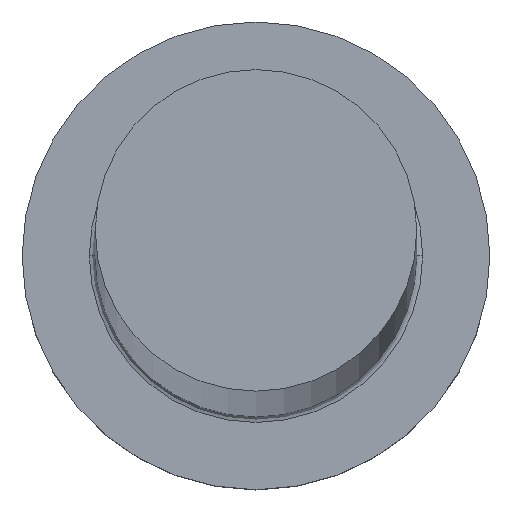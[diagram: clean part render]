
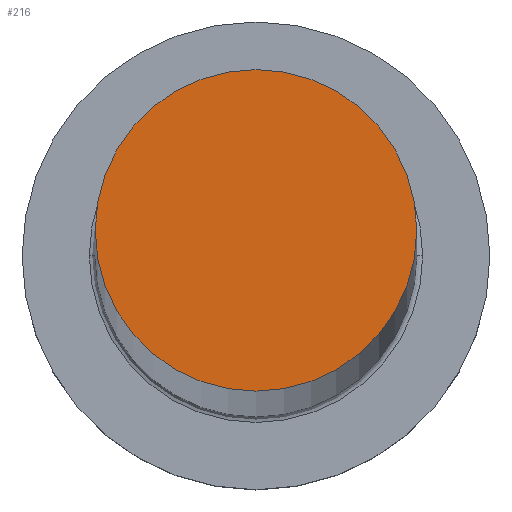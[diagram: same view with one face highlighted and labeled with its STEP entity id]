
A CAD part, top view. The second image highlights one B-rep face of the part: STEP entity #216.
In plain terms, the highlighted planar face has unit normal (0, 0, 1).
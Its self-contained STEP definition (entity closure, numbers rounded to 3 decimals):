
#1 = DIRECTION ( 'NONE',  ( 0., 0., 1. ) ) ;
#5 = FACE_OUTER_BOUND ( 'NONE', #284, .T. ) ;
#8 = EDGE_CURVE ( 'NONE', #41, #73, #54, .T. ) ;
#9 = CARTESIAN_POINT ( 'NONE',  ( 5.5, 0., 505. ) ) ;
#12 = ORIENTED_EDGE ( 'NONE', *, *, #8, .T. ) ;
#25 = CIRCLE ( 'NONE', #188, 5.5 ) ;
#41 = VERTEX_POINT ( 'NONE', #9 ) ;
#54 = CIRCLE ( 'NONE', #66, 5.5 ) ;
#66 = AXIS2_PLACEMENT_3D ( 'NONE', #71, #1, #183 ) ;
#71 = CARTESIAN_POINT ( 'NONE',  ( 0., 0., 505. ) ) ;
#73 = VERTEX_POINT ( 'NONE', #77 ) ;
#77 = CARTESIAN_POINT ( 'NONE',  ( -5.5, 0., 505. ) ) ;
#125 = PLANE ( 'NONE',  #163 ) ;
#126 = CARTESIAN_POINT ( 'NONE',  ( 0., 0., 505. ) ) ;
#145 = DIRECTION ( 'NONE',  ( 0., 0., 1. ) ) ;
#163 = AXIS2_PLACEMENT_3D ( 'NONE', #263, #211, #187 ) ;
#164 = DIRECTION ( 'NONE',  ( 1., 0., 0. ) ) ;
#183 = DIRECTION ( 'NONE',  ( 1., 0., 0. ) ) ;
#187 = DIRECTION ( 'NONE',  ( 1., 0., 0. ) ) ;
#188 = AXIS2_PLACEMENT_3D ( 'NONE', #126, #145, #164 ) ;
#203 = EDGE_CURVE ( 'NONE', #73, #41, #25, .T. ) ;
#211 = DIRECTION ( 'NONE',  ( 0., 0., 1. ) ) ;
#216 = ADVANCED_FACE ( 'NONE', ( #5 ), #125, .T. ) ;
#263 = CARTESIAN_POINT ( 'NONE',  ( 0., 0., 505. ) ) ;
#284 = EDGE_LOOP ( 'NONE', ( #307, #12 ) ) ;
#307 = ORIENTED_EDGE ( 'NONE', *, *, #203, .T. ) ;
